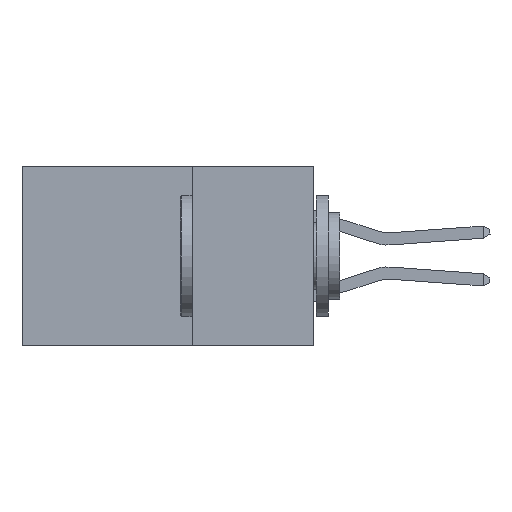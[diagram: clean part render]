
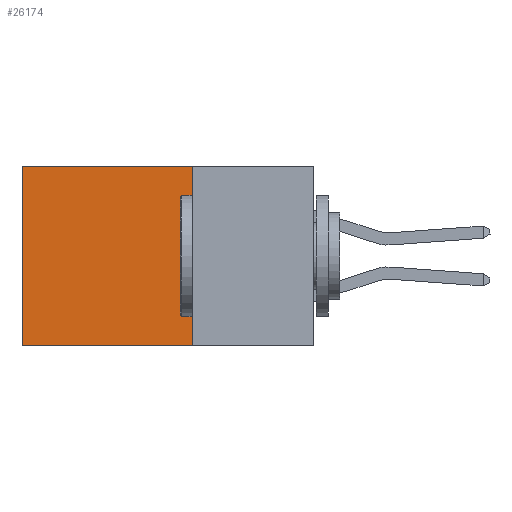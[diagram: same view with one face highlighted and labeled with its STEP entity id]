
A CAD part, left-side view. The second image highlights one B-rep face of the part: STEP entity #26174.
In plain terms, the highlighted planar face has unit normal (-1, 0, 0).
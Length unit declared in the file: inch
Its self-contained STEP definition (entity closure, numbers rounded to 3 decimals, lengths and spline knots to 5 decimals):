
#927 = ORIENTED_EDGE ( 'NONE', *, *, #19503, .T. ) ;
#1448 = CARTESIAN_POINT ( 'NONE',  ( 0.2875, 0.6, -0.37 ) ) ;
#1979 = FACE_OUTER_BOUND ( 'NONE', #12698, .T. ) ;
#3054 = VECTOR ( 'NONE', #14971, 39.37008 ) ;
#3174 = ORIENTED_EDGE ( 'NONE', *, *, #26978, .T. ) ;
#4341 = LINE ( 'NONE', #21620, #15207 ) ;
#4449 = DIRECTION ( 'NONE',  ( 0., 0., -1. ) ) ;
#5202 = CARTESIAN_POINT ( 'NONE',  ( 0.2875, 0.25, -0.37 ) ) ;
#5364 = CARTESIAN_POINT ( 'NONE',  ( 0.2875, 0.25, -0.37 ) ) ;
#6108 = DIRECTION ( 'NONE',  ( 0., 0., -1. ) ) ;
#6610 = EDGE_CURVE ( 'NONE', #21138, #19230, #24729, .T. ) ;
#9728 = CARTESIAN_POINT ( 'NONE',  ( 0.2875, 0.25, 0. ) ) ;
#10672 = CARTESIAN_POINT ( 'NONE',  ( 0.2875, 0.25, 0. ) ) ;
#12668 = CARTESIAN_POINT ( 'NONE',  ( 0.2875, 0.6, 0. ) ) ;
#12698 = EDGE_LOOP ( 'NONE', ( #3174, #20152, #23247, #927 ) ) ;
#14971 = DIRECTION ( 'NONE',  ( 0., 1., 0. ) ) ;
#15207 = VECTOR ( 'NONE', #4449, 39.37008 ) ;
#15838 = DIRECTION ( 'NONE',  ( 0., 1., 0. ) ) ;
#18275 = PLANE ( 'NONE',  #26186 ) ;
#18535 = VERTEX_POINT ( 'NONE', #9728 ) ;
#19230 = VERTEX_POINT ( 'NONE', #1448 ) ;
#19503 = EDGE_CURVE ( 'NONE', #18535, #22451, #24062, .T. ) ;
#20152 = ORIENTED_EDGE ( 'NONE', *, *, #6610, .F. ) ;
#21138 = VERTEX_POINT ( 'NONE', #5364 ) ;
#21620 = CARTESIAN_POINT ( 'NONE',  ( 0.2875, 0.6, 0. ) ) ;
#21712 = LINE ( 'NONE', #10672, #26129 ) ;
#22451 = VERTEX_POINT ( 'NONE', #12668 ) ;
#23247 = ORIENTED_EDGE ( 'NONE', *, *, #25313, .F. ) ;
#23778 = CARTESIAN_POINT ( 'NONE',  ( 0.2875, 0.25, 0. ) ) ;
#24062 = LINE ( 'NONE', #23778, #3054 ) ;
#24704 = VECTOR ( 'NONE', #15838, 39.37008 ) ;
#24729 = LINE ( 'NONE', #5202, #24704 ) ;
#25168 = DIRECTION ( 'NONE',  ( 0., 0., -1. ) ) ;
#25313 = EDGE_CURVE ( 'NONE', #18535, #21138, #21712, .T. ) ;
#26129 = VECTOR ( 'NONE', #6108, 39.37008 ) ;
#26174 = ADVANCED_FACE ( 'NONE', ( #1979 ), #18275, .F. ) ;
#26186 = AXIS2_PLACEMENT_3D ( 'NONE', #27266, #27082, #25168 ) ;
#26978 = EDGE_CURVE ( 'NONE', #22451, #19230, #4341, .T. ) ;
#27082 = DIRECTION ( 'NONE',  ( 1., 0., 0. ) ) ;
#27266 = CARTESIAN_POINT ( 'NONE',  ( 0.2875, 0.25, 0. ) ) ;
